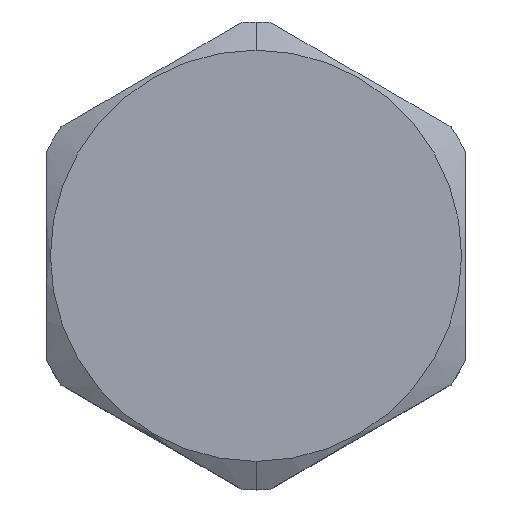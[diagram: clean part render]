
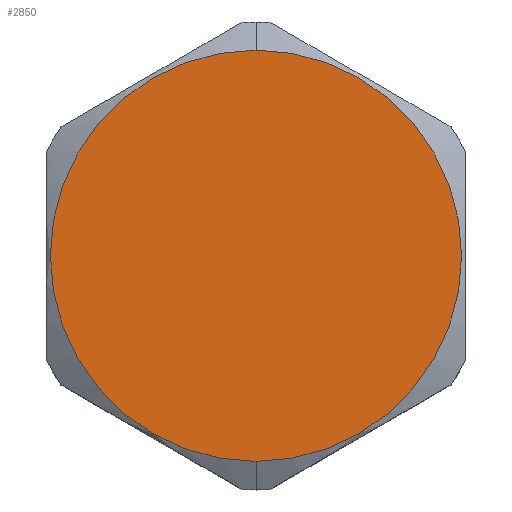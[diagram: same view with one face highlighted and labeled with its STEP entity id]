
A CAD part, top view. The second image highlights one B-rep face of the part: STEP entity #2850.
In plain terms, the highlighted planar face has unit normal (0, 0, 1).
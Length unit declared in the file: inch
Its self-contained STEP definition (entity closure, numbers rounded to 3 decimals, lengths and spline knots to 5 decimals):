
#842=CARTESIAN_POINT('',(0.,0.,2.121));
#843=DIRECTION('',(0.,0.,1.));
#844=DIRECTION('',(0.,-1.,0.));
#845=AXIS2_PLACEMENT_3D('',#842,#843,#844);
#847=CARTESIAN_POINT('',(0.,0.,2.121));
#848=DIRECTION('',(0.,0.,1.));
#849=DIRECTION('',(0.,1.,0.));
#850=AXIS2_PLACEMENT_3D('',#847,#848,#849);
#1738=CARTESIAN_POINT('',(0.,-0.43,2.121));
#1739=CARTESIAN_POINT('',(0.,0.43,2.121));
#1740=VERTEX_POINT('',#1738);
#1741=VERTEX_POINT('',#1739);
#2841=CARTESIAN_POINT('',(0.,0.,2.121));
#2842=DIRECTION('',(0.,0.,1.));
#2843=DIRECTION('',(0.,1.,0.));
#2844=AXIS2_PLACEMENT_3D('',#2841,#2842,#2843);
#2845=PLANE('',#2844);
#2846=ORIENTED_EDGE('',*,*,#2804,.F.);
#2847=ORIENTED_EDGE('',*,*,#2830,.F.);
#2848=EDGE_LOOP('',(#2846,#2847));
#2849=FACE_OUTER_BOUND('',#2848,.F.);
#2850=ADVANCED_FACE('',(#2849),#2845,.T.);
#846=CIRCLE('',#845,0.43);
#851=CIRCLE('',#850,0.43);
#2804=EDGE_CURVE('',#1740,#1741,#846,.T.);
#2830=EDGE_CURVE('',#1741,#1740,#851,.T.);
